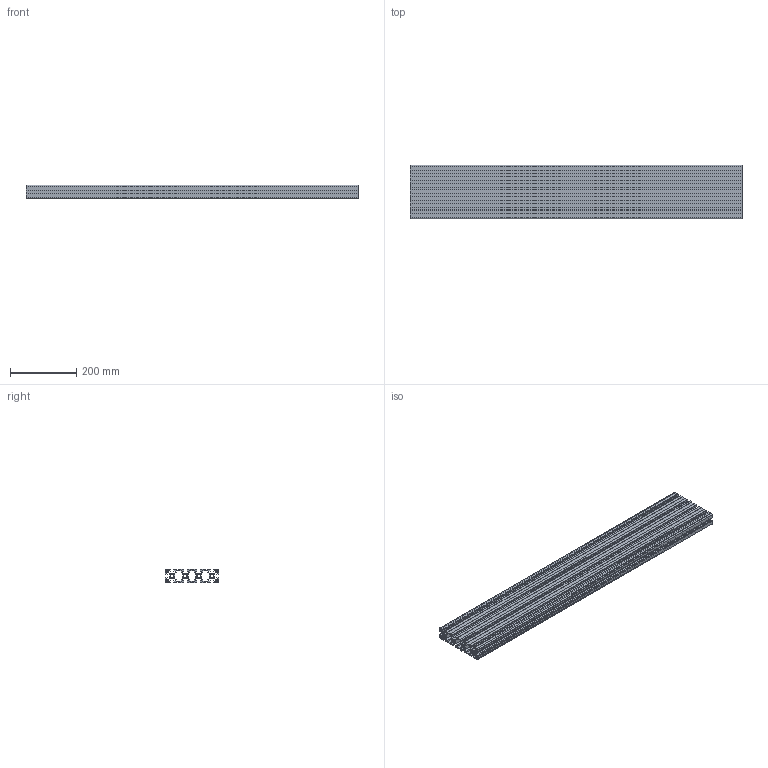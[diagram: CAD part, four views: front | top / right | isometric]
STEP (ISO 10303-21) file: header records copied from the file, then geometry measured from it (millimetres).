
FILE_DESCRIPTION (( 'STEP AP214' ), '1' );
FILE_NAME ('3_842_993_143_1000-Bosch.step', '2020-07-02T12:17:24', ( '' ), ( '' ), 'SwSTEP 2.0', 'SolidWorks 2010', '' );
FILE_SCHEMA (( 'AUTOMOTIVE_DESIGN' ));
Length unit declared in the file: millimetre
Products named in the file (1): 3_842_993_143_1000-Bosch
Bounding box: 1000 x 160 x 40 mm (x, y, z)
Volume: 2037473.2 mm3; surface area: 1462887.9 mm2
Topology: 1 solids, 1 shells, 352 faces, 1050 edges, 700 vertices
Faces by surface type: plane 302, cylinder 50
Entity records: 11752 total; most frequent: CARTESIAN_POINT 2103, ORIENTED_EDGE 2100, DIRECTION 1856, EDGE_CURVE 1050, VECTOR 950, LINE 950, VERTEX_POINT 700, AXIS2_PLACEMENT_3D 453
